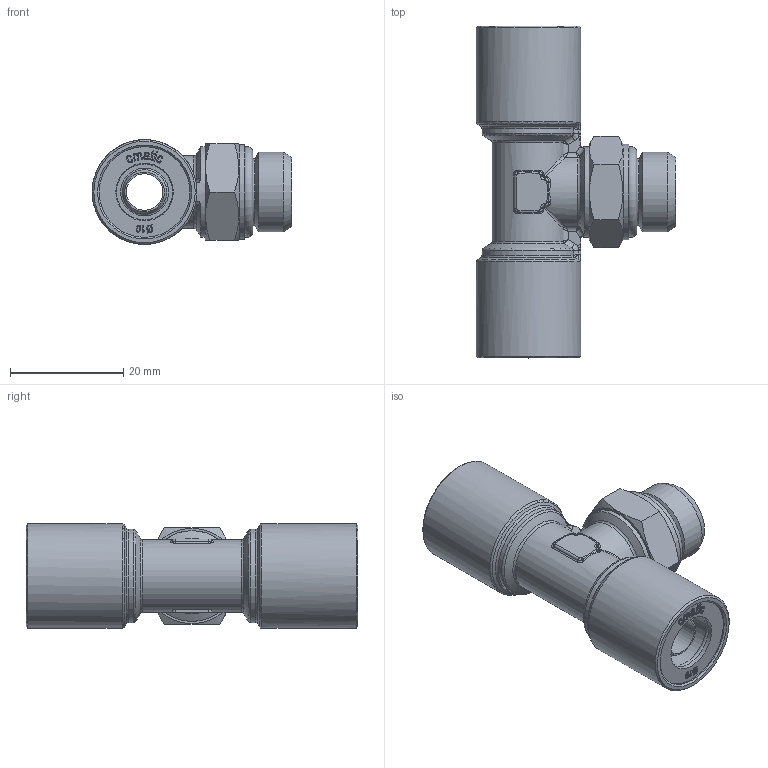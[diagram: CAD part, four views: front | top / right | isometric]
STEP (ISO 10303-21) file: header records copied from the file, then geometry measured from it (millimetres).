
FILE_DESCRIPTION(( 'MAF.21.10.M14X1.5.stp' ), '1');
FILE_NAME( 'MAF.21.10.M14X1.5.stp', '2021-02-19T15:26:47',( 'Sopra'),('sopra-pneumatic.com'), 'SwSTEP 2.0','SolidWorks 2009','' );
FILE_SCHEMA( ( 'CONFIG_CONTROL_DESIGN' ) );
Length unit declared in the file: millimetre
Products named in the file (1): Rivoluzione2
Bounding box: 35.25 x 58.6 x 18.5 mm (x, y, z)
Volume: 11746.9 mm3; surface area: 8883 mm2
Topology: 1 solids, 1 shells, 517 faces, 1327 edges, 834 vertices
Faces by surface type: bspline 250, plane 170, cylinder 57, torus 21, cone 19
Full cylindrical faces by diameter (mm): 6.45 x2, 6.5 x1, 7.85 x2, 8.5 x1, 10.15 x4, 11.8 x1, 14 x1, 16 x3, 16.8 x1, 18.5 x2
Entity records: 24685 total; most frequent: CARTESIAN_POINT 14165, ORIENTED_EDGE 2530, DIRECTION 1480, EDGE_CURVE 1265, VERTEX_POINT 824, EDGE_LOOP 594, FACE_OUTER_BOUND 540, LINE 536
